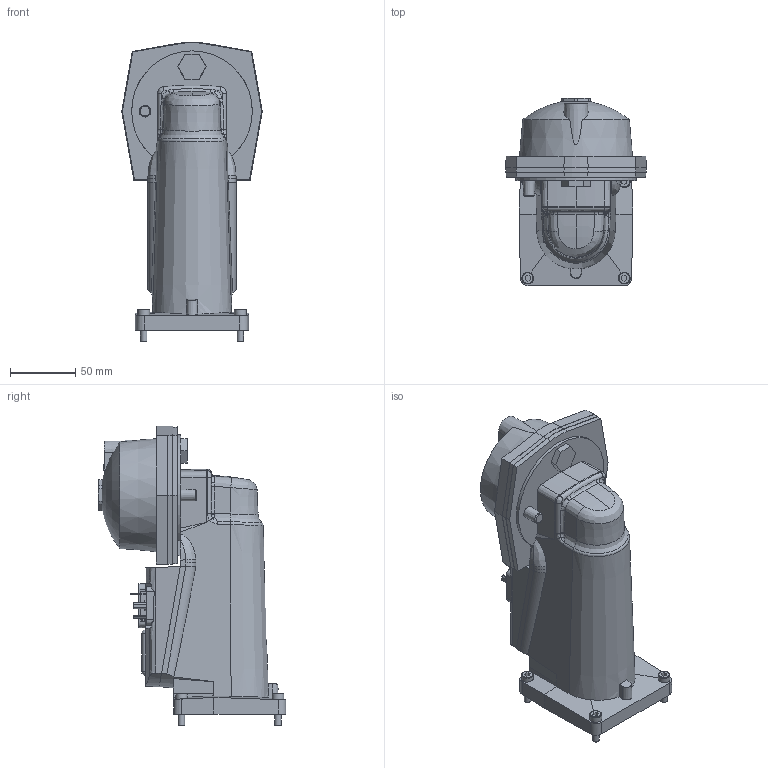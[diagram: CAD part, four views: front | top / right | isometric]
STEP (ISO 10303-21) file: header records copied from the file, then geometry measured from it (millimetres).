
FILE_DESCRIPTION(/* description */ ('Step214-Parts for PM'),/* implementation_level */ '2;1');
FILE_NAME(/* name */ 'SKP25....stp',/* time_stamp */ '2016-03-24T14:35:19+01:00',/* author */ ('EMC'),/* organization */ ('Siemens'),/* preprocessor_version */ 'ST-DEVELOPER v15',/* originating_system */ 'SIEMENS PLM Software NX 8.5',/* authorisation */ 'EMC/PM');
FILE_SCHEMA (('AUTOMOTIVE_DESIGN { 1 0 10303 214 3 1 1 1 }'));
Length unit declared in the file: millimetre
Products named in the file (1): Volc157C5CC9jbjc
Bounding box: 107.72 x 143.71 x 229.75 mm (x, y, z)
Volume: 1183666.4 mm3; surface area: 96444.8 mm2
Topology: 1 solids, 1 shells, 433 faces, 1187 edges, 829 vertices
Faces by surface type: plane 272, cone 55, cylinder 53, bspline 44, torus 6, sphere 3
Full cylindrical faces by diameter (mm): 5 x4, 9 x5, 11.55 x1, 23 x1
Entity records: 15639 total; most frequent: CARTESIAN_POINT 3884, ORIENTED_EDGE 2184, DIRECTION 2025, EDGE_CURVE 1092, VERTEX_POINT 727, LINE 711, VECTOR 711, AXIS2_PLACEMENT_3D 657
